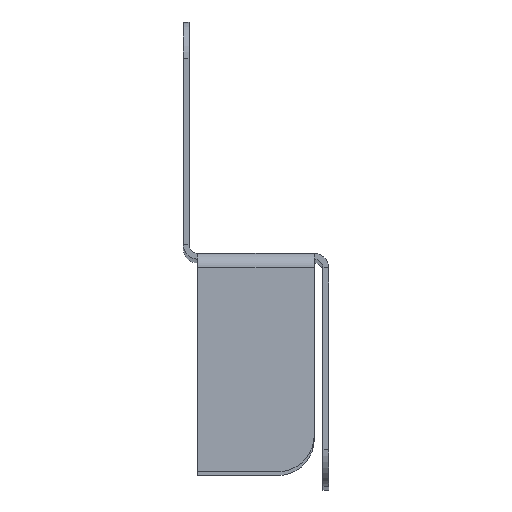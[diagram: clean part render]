
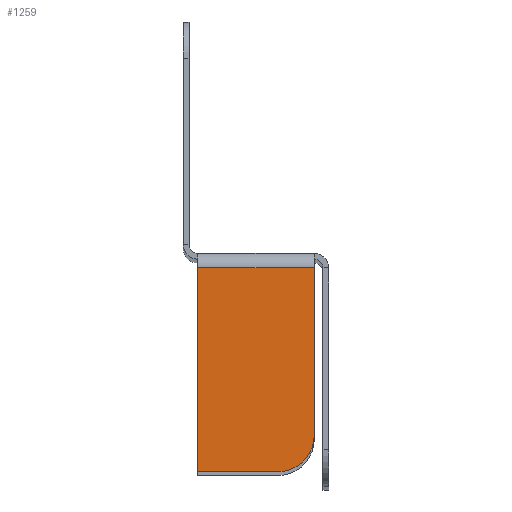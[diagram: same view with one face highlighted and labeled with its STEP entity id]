
A CAD part, top view. The second image highlights one B-rep face of the part: STEP entity #1259.
In plain terms, the highlighted planar face has unit normal (0, 0, 1).
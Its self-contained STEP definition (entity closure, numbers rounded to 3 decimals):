
#61 = AXIS2_PLACEMENT_3D ( 'NONE', #646, #641, #635 ) ;
#94 = AXIS2_PLACEMENT_3D ( 'NONE', #977, #976, #975 ) ;
#108 = EDGE_CURVE ( 'NONE', #307, #285, #620, .T. ) ;
#112 = EDGE_CURVE ( 'NONE', #278, #307, #617, .T. ) ;
#115 = EDGE_CURVE ( 'NONE', #285, #304, #837, .T. ) ;
#118 = EDGE_CURVE ( 'NONE', #303, #278, #835, .T. ) ;
#119 = EDGE_CURVE ( 'NONE', #303, #304, #834, .T. ) ;
#211 = ORIENTED_EDGE ( 'NONE', *, *, #108, .F. ) ;
#225 = ORIENTED_EDGE ( 'NONE', *, *, #112, .F. ) ;
#227 = ORIENTED_EDGE ( 'NONE', *, *, #118, .F. ) ;
#228 = ORIENTED_EDGE ( 'NONE', *, *, #119, .T. ) ;
#239 = ORIENTED_EDGE ( 'NONE', *, *, #115, .F. ) ;
#278 = VERTEX_POINT ( 'NONE', #912 ) ;
#285 = VERTEX_POINT ( 'NONE', #905 ) ;
#303 = VERTEX_POINT ( 'NONE', #1064 ) ;
#304 = VERTEX_POINT ( 'NONE', #1061 ) ;
#307 = VERTEX_POINT ( 'NONE', #1053 ) ;
#408 = FACE_OUTER_BOUND ( 'NONE', #738, .T. ) ;
#600 = VECTOR ( 'NONE', #991, 1000. ) ;
#617 = LINE ( 'NONE', #998, #600 ) ;
#618 = VECTOR ( 'NONE', #999, 1000. ) ;
#620 = LINE ( 'NONE', #918, #618 ) ;
#635 = DIRECTION ( 'NONE',  ( 0., 1., 0. ) ) ;
#641 = DIRECTION ( 'NONE',  ( 0., 0., -1. ) ) ;
#646 = CARTESIAN_POINT ( 'NONE',  ( 17.2, -32.6, 152. ) ) ;
#653 = PLANE ( 'NONE',  #61 ) ;
#738 = EDGE_LOOP ( 'NONE', ( #227, #228, #239, #211, #225 ) ) ;
#820 = VECTOR ( 'NONE', #981, 1000. ) ;
#823 = VECTOR ( 'NONE', #987, 1000. ) ;
#834 = CIRCLE ( 'NONE', #94, 5. ) ;
#835 = LINE ( 'NONE', #982, #820 ) ;
#837 = LINE ( 'NONE', #990, #823 ) ;
#905 = CARTESIAN_POINT ( 'NONE',  ( 17.2, -33.8, 152. ) ) ;
#912 = CARTESIAN_POINT ( 'NONE',  ( 1.2, -61.8, 152. ) ) ;
#918 = CARTESIAN_POINT ( 'NONE',  ( 17.2, -33.8, 152. ) ) ;
#975 = DIRECTION ( 'NONE',  ( 0., 1., 0. ) ) ;
#976 = DIRECTION ( 'NONE',  ( 0., 0., 1. ) ) ;
#977 = CARTESIAN_POINT ( 'NONE',  ( 12.2, -56.8, 152. ) ) ;
#981 = DIRECTION ( 'NONE',  ( -1., 0., 0. ) ) ;
#982 = CARTESIAN_POINT ( 'NONE',  ( 1.2, -61.8, 152. ) ) ;
#987 = DIRECTION ( 'NONE',  ( 0., -1., 0. ) ) ;
#990 = CARTESIAN_POINT ( 'NONE',  ( 17.2, -61.8, 152. ) ) ;
#991 = DIRECTION ( 'NONE',  ( 0., 1., 0. ) ) ;
#998 = CARTESIAN_POINT ( 'NONE',  ( 1.2, -32.6, 152. ) ) ;
#999 = DIRECTION ( 'NONE',  ( 1., 0., 0. ) ) ;
#1053 = CARTESIAN_POINT ( 'NONE',  ( 1.2, -33.8, 152. ) ) ;
#1061 = CARTESIAN_POINT ( 'NONE',  ( 17.2, -56.8, 152. ) ) ;
#1064 = CARTESIAN_POINT ( 'NONE',  ( 12.2, -61.8, 152. ) ) ;
#1259 = ADVANCED_FACE ( 'NONE', ( #408 ), #653, .F. ) ;
